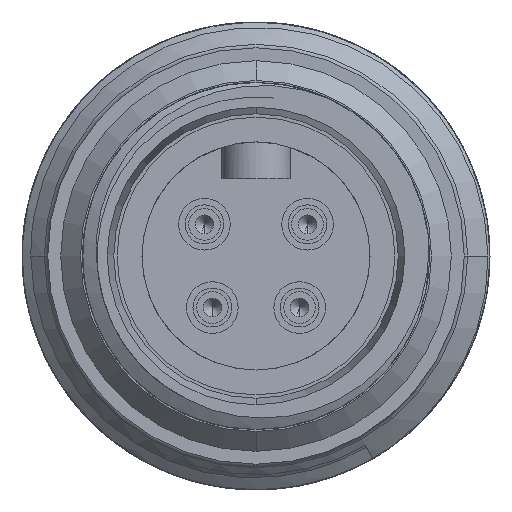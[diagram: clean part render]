
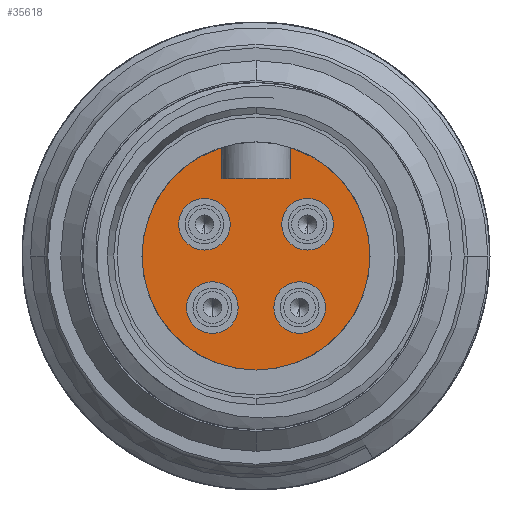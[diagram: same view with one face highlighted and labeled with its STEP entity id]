
A CAD part, front view. The second image highlights one B-rep face of the part: STEP entity #35618.
In plain terms, the highlighted planar face has unit normal (0, -1, 0).
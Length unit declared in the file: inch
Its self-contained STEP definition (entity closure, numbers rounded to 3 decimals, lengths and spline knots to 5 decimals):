
#20722=DIRECTION('',(-1.,0.,0.));
#20723=VECTOR('',#20722,0.176);
#20724=CARTESIAN_POINT('',(0.088,-4.135,0.195));
#20725=LINE('',#20724,#20723);
#20726=DIRECTION('',(0.,0.,-1.));
#20727=VECTOR('',#20726,0.0787);
#20728=CARTESIAN_POINT('',(0.088,-4.135,0.2737));
#20729=LINE('',#20728,#20727);
#20730=CARTESIAN_POINT('',(0.,-4.135,0.));
#20731=DIRECTION('',(0.,1.,0.));
#20732=DIRECTION('',(0.306,0.,0.952));
#20733=AXIS2_PLACEMENT_3D('',#20730,#20731,#20732);
#20735=CARTESIAN_POINT('',(0.,-4.135,0.));
#20736=DIRECTION('',(0.,-1.,0.));
#20737=DIRECTION('',(-0.306,0.,0.952));
#20738=AXIS2_PLACEMENT_3D('',#20735,#20736,#20737);
#20740=DIRECTION('',(0.,0.,-1.));
#20741=VECTOR('',#20740,0.0787);
#20742=CARTESIAN_POINT('',(-0.088,-4.135,0.2737));
#20743=LINE('',#20742,#20741);
#20744=CARTESIAN_POINT('',(-0.13,-4.135,0.08));
#20745=DIRECTION('',(0.,-1.,0.));
#20746=DIRECTION('',(1.,0.,0.));
#20747=AXIS2_PLACEMENT_3D('',#20744,#20745,#20746);
#20749=CARTESIAN_POINT('',(-0.13,-4.135,0.08));
#20750=DIRECTION('',(0.,-1.,0.));
#20751=DIRECTION('',(-1.,0.,0.));
#20752=AXIS2_PLACEMENT_3D('',#20749,#20750,#20751);
#20754=CARTESIAN_POINT('',(-0.11,-4.135,-0.13));
#20755=DIRECTION('',(0.,-1.,0.));
#20756=DIRECTION('',(1.,0.,0.));
#20757=AXIS2_PLACEMENT_3D('',#20754,#20755,#20756);
#20759=CARTESIAN_POINT('',(-0.11,-4.135,-0.13));
#20760=DIRECTION('',(0.,-1.,0.));
#20761=DIRECTION('',(-1.,0.,0.));
#20762=AXIS2_PLACEMENT_3D('',#20759,#20760,#20761);
#20764=CARTESIAN_POINT('',(0.11,-4.135,-0.13));
#20765=DIRECTION('',(0.,-1.,0.));
#20766=DIRECTION('',(1.,0.,0.));
#20767=AXIS2_PLACEMENT_3D('',#20764,#20765,#20766);
#20769=CARTESIAN_POINT('',(0.11,-4.135,-0.13));
#20770=DIRECTION('',(0.,-1.,0.));
#20771=DIRECTION('',(-1.,0.,0.));
#20772=AXIS2_PLACEMENT_3D('',#20769,#20770,#20771);
#20774=CARTESIAN_POINT('',(0.13,-4.135,0.08));
#20775=DIRECTION('',(0.,-1.,0.));
#20776=DIRECTION('',(1.,0.,0.));
#20777=AXIS2_PLACEMENT_3D('',#20774,#20775,#20776);
#20779=CARTESIAN_POINT('',(0.13,-4.135,0.08));
#20780=DIRECTION('',(0.,-1.,0.));
#20781=DIRECTION('',(-1.,0.,0.));
#20782=AXIS2_PLACEMENT_3D('',#20779,#20780,#20781);
#21827=CARTESIAN_POINT('',(0.,-4.135,-0.2875));
#21829=VERTEX_POINT('',#21827);
#21844=CARTESIAN_POINT('',(0.088,-4.135,0.2737));
#21845=VERTEX_POINT('',#21844);
#21846=CARTESIAN_POINT('',(0.088,-4.135,0.195));
#21847=CARTESIAN_POINT('',(-0.088,-4.135,0.195));
#21848=VERTEX_POINT('',#21846);
#21849=VERTEX_POINT('',#21847);
#21850=CARTESIAN_POINT('',(-0.088,-4.135,0.2737));
#21851=VERTEX_POINT('',#21850);
#21885=CARTESIAN_POINT('',(-0.065,-4.135,0.08));
#21886=CARTESIAN_POINT('',(-0.195,-4.135,0.08));
#21887=VERTEX_POINT('',#21885);
#21888=VERTEX_POINT('',#21886);
#21889=CARTESIAN_POINT('',(-0.045,-4.135,-0.13));
#21890=CARTESIAN_POINT('',(-0.175,-4.135,-0.13));
#21891=VERTEX_POINT('',#21889);
#21892=VERTEX_POINT('',#21890);
#21893=CARTESIAN_POINT('',(0.175,-4.135,-0.13));
#21894=CARTESIAN_POINT('',(0.045,-4.135,-0.13));
#21895=VERTEX_POINT('',#21893);
#21896=VERTEX_POINT('',#21894);
#21897=CARTESIAN_POINT('',(0.195,-4.135,0.08));
#21898=CARTESIAN_POINT('',(0.065,-4.135,0.08));
#21899=VERTEX_POINT('',#21897);
#21900=VERTEX_POINT('',#21898);
#35579=CARTESIAN_POINT('',(0.,-4.135,0.));
#35580=DIRECTION('',(0.,1.,0.));
#35581=DIRECTION('',(0.,0.,-1.));
#35582=AXIS2_PLACEMENT_3D('',#35579,#35580,#35581);
#35583=PLANE('',#35582);
#35585=ORIENTED_EDGE('',*,*,#35584,.F.);
#35586=ORIENTED_EDGE('',*,*,#35571,.F.);
#35587=ORIENTED_EDGE('',*,*,#35541,.T.);
#35589=ORIENTED_EDGE('',*,*,#35588,.F.);
#35591=ORIENTED_EDGE('',*,*,#35590,.T.);
#35592=EDGE_LOOP('',(#35585,#35586,#35587,#35589,#35591));
#35593=FACE_OUTER_BOUND('',#35592,.F.);
#35595=ORIENTED_EDGE('',*,*,#35594,.T.);
#35597=ORIENTED_EDGE('',*,*,#35596,.T.);
#35598=EDGE_LOOP('',(#35595,#35597));
#35599=FACE_BOUND('',#35598,.F.);
#35601=ORIENTED_EDGE('',*,*,#35600,.T.);
#35603=ORIENTED_EDGE('',*,*,#35602,.T.);
#35604=EDGE_LOOP('',(#35601,#35603));
#35605=FACE_BOUND('',#35604,.F.);
#35607=ORIENTED_EDGE('',*,*,#35606,.T.);
#35609=ORIENTED_EDGE('',*,*,#35608,.T.);
#35610=EDGE_LOOP('',(#35607,#35609));
#35611=FACE_BOUND('',#35610,.F.);
#35613=ORIENTED_EDGE('',*,*,#35612,.T.);
#35615=ORIENTED_EDGE('',*,*,#35614,.T.);
#35616=EDGE_LOOP('',(#35613,#35615));
#35617=FACE_BOUND('',#35616,.F.);
#35618=ADVANCED_FACE('',(#35593,#35599,#35605,#35611,#35617),#35583,.F.);
#20734=CIRCLE('',#20733,0.2875);
#20739=CIRCLE('',#20738,0.2875);
#20748=CIRCLE('',#20747,0.065);
#20753=CIRCLE('',#20752,0.065);
#20758=CIRCLE('',#20757,0.065);
#20763=CIRCLE('',#20762,0.065);
#20768=CIRCLE('',#20767,0.065);
#20773=CIRCLE('',#20772,0.065);
#20778=CIRCLE('',#20777,0.065);
#20783=CIRCLE('',#20782,0.065);
#35541=EDGE_CURVE('',#21845,#21829,#20734,.T.);
#35571=EDGE_CURVE('',#21845,#21848,#20729,.T.);
#35584=EDGE_CURVE('',#21848,#21849,#20725,.T.);
#35588=EDGE_CURVE('',#21851,#21829,#20739,.T.);
#35590=EDGE_CURVE('',#21851,#21849,#20743,.T.);
#35594=EDGE_CURVE('',#21887,#21888,#20748,.T.);
#35596=EDGE_CURVE('',#21888,#21887,#20753,.T.);
#35600=EDGE_CURVE('',#21891,#21892,#20758,.T.);
#35602=EDGE_CURVE('',#21892,#21891,#20763,.T.);
#35606=EDGE_CURVE('',#21895,#21896,#20768,.T.);
#35608=EDGE_CURVE('',#21896,#21895,#20773,.T.);
#35612=EDGE_CURVE('',#21899,#21900,#20778,.T.);
#35614=EDGE_CURVE('',#21900,#21899,#20783,.T.);
